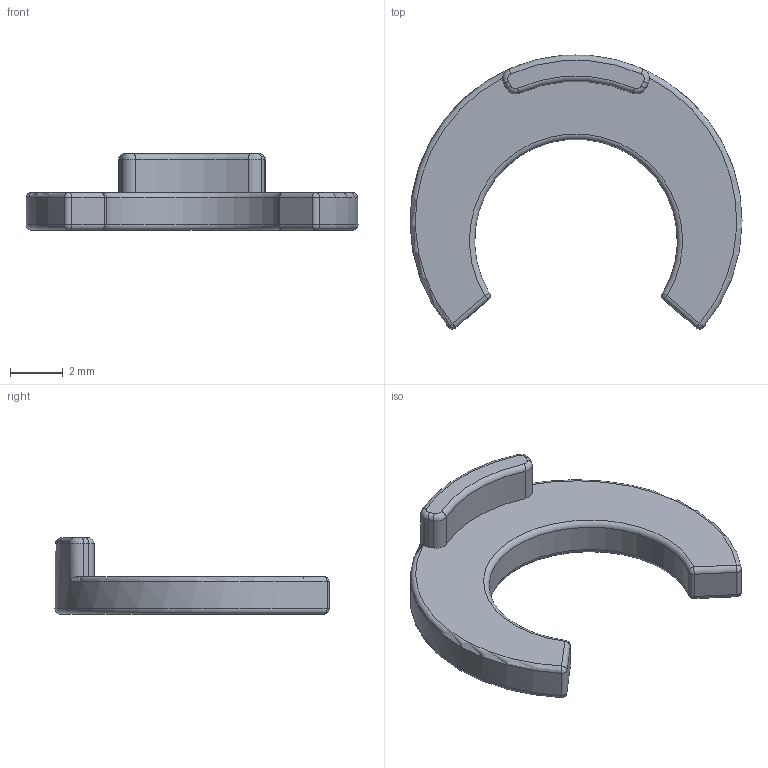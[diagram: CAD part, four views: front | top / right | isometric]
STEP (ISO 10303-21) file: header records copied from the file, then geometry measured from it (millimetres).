
FILE_DESCRIPTION(/* description */ (''),/* implementation_level */ '2;1');
FILE_NAME(/* name */ 'fitting retainer E3DV6.stp',/* time_stamp */ '2020-11-19T20:23:27+03:00',/* author */ ('Max'),/* organization */ (''),/* preprocessor_version */ 'ST-DEVELOPER v16.5',/* originating_system */ 'Autodesk Inventor 2017',/* authorisation */ '');
FILE_SCHEMA (('AUTOMOTIVE_DESIGN { 1 0 10303 214 3 1 1 }'));
Length unit declared in the file: millimetre
Products named in the file (1): NF-Crazy   фитинг \X2\04440438

Bounding box: 12.61 x 10.41 x 2.9 mm (x, y, z)
Volume: 95.7 mm3; surface area: 203.7 mm2
Topology: 1 solids, 1 shells, 43 faces, 91 edges, 50 vertices
Faces by surface type: cylinder 17, sphere 8, torus 7, plane 7, bspline 4
Entity records: 1218 total; most frequent: CARTESIAN_POINT 251, DIRECTION 228, ORIENTED_EDGE 182, AXIS2_PLACEMENT_3D 99, EDGE_CURVE 91, CIRCLE 59, VERTEX_POINT 50, FACE_OUTER_BOUND 43
